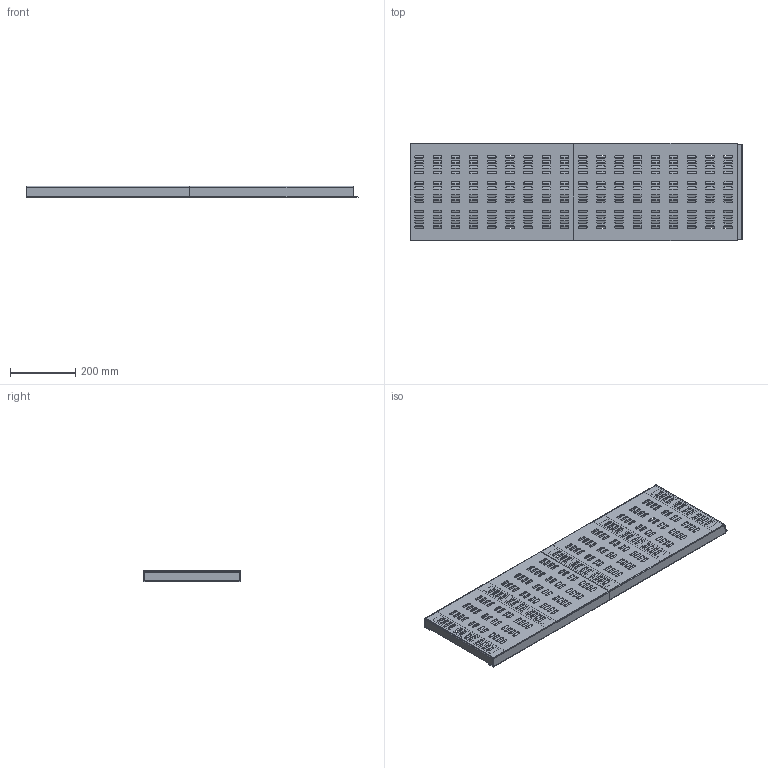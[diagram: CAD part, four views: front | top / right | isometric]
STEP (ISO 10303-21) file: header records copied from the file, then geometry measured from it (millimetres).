
FILE_DESCRIPTION((''),'2;1');
FILE_NAME('4009003016111-Schlitzlochabdeckung rahmenlos 1m NICHT befahrbar.stp','2014-02-19T14:57:51',('mfischer'),(''),'Autodesk Inventor 2013','Autodesk Inventor 2013','');
FILE_SCHEMA(('AUTOMOTIVE_DESIGN { 1 0 10303 214 1 1 1 1 }'));
Length unit declared in the file: millimetre
Products named in the file (3): Schlitzlochabdeckung rahmenlos 0,5m NICHT befahrbar (Detailgenauigkeit1); Gehäuse rahmenlos 1,25mm-B299-L500; Trägerprofil
Assembly tree (7 placements, depth 2):
  Schlitzlochabdeckung rahmenlos 0,5m NICHT befahrbar (Detailgenauigkeit1)
    Gehäuse rahmenlos 1,25mm-B299-L500  x2
    Trägerprofil  x5
Bounding box: 1014.5 x 299 x 34.5 mm (x, y, z)
Volume: 820658.3 mm3; surface area: 1161873.7 mm2
Topology: 7 solids, 7 shells, 6478 faces, 18656 edges, 10896 vertices
Faces by surface type: plane 4800, cylinder 1246, bspline 432
Entity records: 102158 total; most frequent: CARTESIAN_POINT 20830, ORIENTED_EDGE 17792, DIRECTION 16208, EDGE_CURVE 8896, VECTOR 7308, LINE 7308, VERTEX_POINT 5184, AXIS2_PLACEMENT_3D 4450
